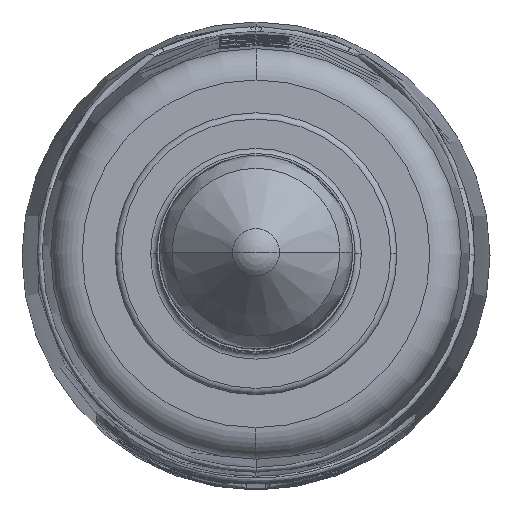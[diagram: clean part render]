
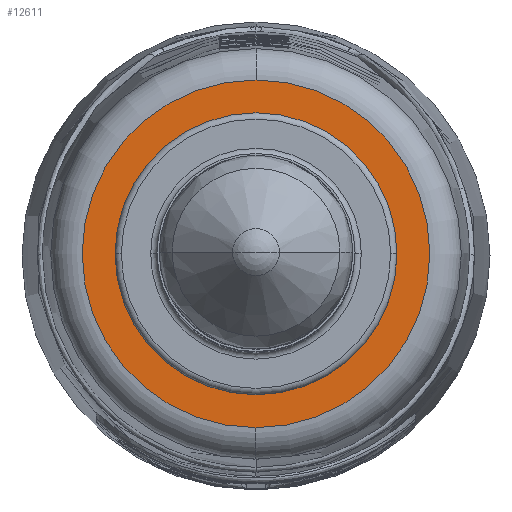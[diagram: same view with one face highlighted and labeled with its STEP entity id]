
A CAD part, top view. The second image highlights one B-rep face of the part: STEP entity #12611.
In plain terms, the highlighted planar face has unit normal (0, 0, 1).
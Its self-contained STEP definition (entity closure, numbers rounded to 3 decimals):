
#3152=CARTESIAN_POINT('',(0.,0.,-0.02));
#3153=DIRECTION('',(0.,0.,1.));
#3154=DIRECTION('',(0.,1.,0.));
#3155=AXIS2_PLACEMENT_3D('',#3152,#3153,#3154);
#3157=CARTESIAN_POINT('',(0.,0.,-0.02));
#3158=DIRECTION('',(0.,0.,1.));
#3159=DIRECTION('',(0.,-1.,0.));
#3160=AXIS2_PLACEMENT_3D('',#3157,#3158,#3159);
#3162=CARTESIAN_POINT('',(0.,0.,-0.02));
#3163=DIRECTION('',(0.,0.,1.));
#3164=DIRECTION('',(-1.,0.,0.));
#3165=AXIS2_PLACEMENT_3D('',#3162,#3163,#3164);
#3167=CARTESIAN_POINT('',(0.,0.,-0.02));
#3168=DIRECTION('',(0.,0.,1.));
#3169=DIRECTION('',(1.,0.,0.));
#3170=AXIS2_PLACEMENT_3D('',#3167,#3168,#3169);
#7243=CARTESIAN_POINT('',(0.,5.52,-0.02));
#7244=CARTESIAN_POINT('',(0.,-5.52,-0.02));
#7245=VERTEX_POINT('',#7243);
#7246=VERTEX_POINT('',#7244);
#7782=CARTESIAN_POINT('',(-4.475,0.,-0.02));
#7783=CARTESIAN_POINT('',(4.475,0.,-0.02));
#7784=VERTEX_POINT('',#7782);
#7785=VERTEX_POINT('',#7783);
#12595=CARTESIAN_POINT('',(0.,0.,-0.02));
#12596=DIRECTION('',(0.,0.,-1.));
#12597=DIRECTION('',(0.,1.,0.));
#12598=AXIS2_PLACEMENT_3D('',#12595,#12596,#12597);
#12599=PLANE('',#12598);
#12601=ORIENTED_EDGE('',*,*,#12600,.F.);
#12602=ORIENTED_EDGE('',*,*,#12585,.F.);
#12603=EDGE_LOOP('',(#12601,#12602));
#12604=FACE_OUTER_BOUND('',#12603,.F.);
#12606=ORIENTED_EDGE('',*,*,#12605,.T.);
#12608=ORIENTED_EDGE('',*,*,#12607,.T.);
#12609=EDGE_LOOP('',(#12606,#12608));
#12610=FACE_BOUND('',#12609,.F.);
#12611=ADVANCED_FACE('',(#12604,#12610),#12599,.F.);
#3156=CIRCLE('',#3155,5.52);
#3161=CIRCLE('',#3160,5.52);
#3166=CIRCLE('',#3165,4.475);
#3171=CIRCLE('',#3170,4.475);
#12585=EDGE_CURVE('',#7246,#7245,#3161,.T.);
#12600=EDGE_CURVE('',#7245,#7246,#3156,.T.);
#12605=EDGE_CURVE('',#7784,#7785,#3166,.T.);
#12607=EDGE_CURVE('',#7785,#7784,#3171,.T.);
